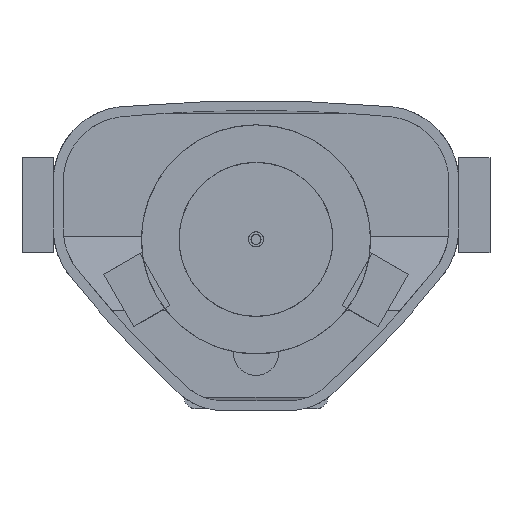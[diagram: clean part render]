
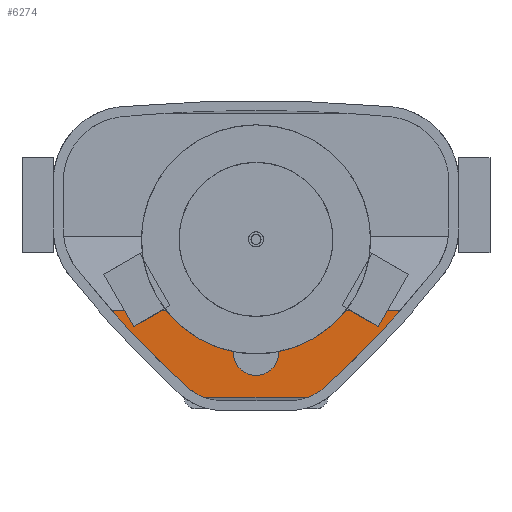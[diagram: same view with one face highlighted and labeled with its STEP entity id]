
A CAD part, front view. The second image highlights one B-rep face of the part: STEP entity #6274.
In plain terms, the highlighted free-form (B-spline) face has degree [1, 1] with [2, 2] control points.
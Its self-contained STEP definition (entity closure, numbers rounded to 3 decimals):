
#6274=ADVANCED_FACE('',(#8584),#8585,.T.);
#8584=FACE_OUTER_BOUND('',#10067,.T.);
#8585=B_SPLINE_SURFACE_WITH_KNOTS('',1,1,((#10068,#10069),(#10070,#10071)),.UNSPECIFIED.,.F.,.F.,.F.,(2,2),(2,2),(0.,1.),(0.,1.),.UNSPECIFIED.);
#10067=EDGE_LOOP('',(#13258,#13259,#13260,#13261,#13262,#13263,#13264,#13265));
#10068=CARTESIAN_POINT('',(-116.334,-35.321,39.));
#10069=CARTESIAN_POINT('',(-116.334,33.5,39.));
#10070=CARTESIAN_POINT('',(116.334,-35.321,39.));
#10071=CARTESIAN_POINT('',(116.334,33.5,39.));
#13258=ORIENTED_EDGE('',*,*,#18263,.F.);
#13259=ORIENTED_EDGE('',*,*,#18636,.F.);
#13260=ORIENTED_EDGE('',*,*,#18635,.F.);
#13261=ORIENTED_EDGE('',*,*,#17827,.T.);
#13262=ORIENTED_EDGE('',*,*,#18140,.F.);
#13263=ORIENTED_EDGE('',*,*,#18139,.F.);
#13264=ORIENTED_EDGE('',*,*,#18638,.F.);
#13265=ORIENTED_EDGE('',*,*,#18639,.F.);
#17827=EDGE_CURVE('',#22360,#22371,#22373,.T.);
#18139=EDGE_CURVE('',#22963,#22965,#22966,.F.);
#18140=EDGE_CURVE('',#22965,#22371,#22967,.F.);
#18263=EDGE_CURVE('',#23193,#23191,#23195,.T.);
#18635=EDGE_CURVE('',#22360,#23908,#23909,.F.);
#18636=EDGE_CURVE('',#23908,#23193,#23910,.F.);
#18638=EDGE_CURVE('',#23912,#22963,#23913,.T.);
#18639=EDGE_CURVE('',#23191,#23912,#23914,.T.);
#22360=VERTEX_POINT('',#32251);
#22371=VERTEX_POINT('',#32352);
#22373=LINE('',#32378,#32379);
#22963=VERTEX_POINT('',#35151);
#22965=VERTEX_POINT('',#35154);
#22966=(B_SPLINE_CURVE(3,(#35156,#35157,#35158,#35159),.UNSPECIFIED.,.F.,.F.)B_SPLINE_CURVE_WITH_KNOTS((4,4),(0.,1.),.UNSPECIFIED.)RATIONAL_B_SPLINE_CURVE((1.,0.993,0.993,1.))BOUNDED_CURVE()REPRESENTATION_ITEM('')GEOMETRIC_REPRESENTATION_ITEM()CURVE());
#22967=(B_SPLINE_CURVE(3,(#35167,#35168,#35169,#35170),.UNSPECIFIED.,.F.,.F.)B_SPLINE_CURVE_WITH_KNOTS((4,4),(0.,1.),.UNSPECIFIED.)RATIONAL_B_SPLINE_CURVE((1.,0.999,0.999,1.))BOUNDED_CURVE()REPRESENTATION_ITEM('')GEOMETRIC_REPRESENTATION_ITEM()CURVE());
#23191=VERTEX_POINT('',#35739);
#23193=VERTEX_POINT('',#35758);
#23195=CIRCLE('',#35761,792.);
#23908=VERTEX_POINT('',#37711);
#23909=(B_SPLINE_CURVE(3,(#37713,#37714,#37715,#37716),.UNSPECIFIED.,.F.,.F.)B_SPLINE_CURVE_WITH_KNOTS((4,4),(0.,1.),.UNSPECIFIED.)RATIONAL_B_SPLINE_CURVE((1.,0.999,0.999,1.))BOUNDED_CURVE()REPRESENTATION_ITEM('')GEOMETRIC_REPRESENTATION_ITEM()CURVE());
#23910=(B_SPLINE_CURVE(3,(#37724,#37725,#37726,#37727),.UNSPECIFIED.,.F.,.F.)B_SPLINE_CURVE_WITH_KNOTS((4,4),(0.,1.),.UNSPECIFIED.)RATIONAL_B_SPLINE_CURVE((1.,0.993,0.993,1.))BOUNDED_CURVE()REPRESENTATION_ITEM('')GEOMETRIC_REPRESENTATION_ITEM()CURVE());
#23912=VERTEX_POINT('',#37735);
#23913=CIRCLE('',#37736,792.);
#23914=LINE('',#37737,#37738);
#32251=CARTESIAN_POINT('',(-41.76,-35.321,39.));
#32352=CARTESIAN_POINT('',(41.76,-35.321,39.));
#32378=CARTESIAN_POINT('',(-41.76,-35.321,39.));
#32379=VECTOR('',#54681,1.);
#35151=CARTESIAN_POINT('',(55.29,-27.043,39.));
#35154=CARTESIAN_POINT('',(45.422,-33.744,39.));
#35156=CARTESIAN_POINT('',(45.422,-33.744,39.));
#35157=CARTESIAN_POINT('',(49.02,-31.988,39.));
#35158=CARTESIAN_POINT('',(52.331,-29.74,39.));
#35159=CARTESIAN_POINT('',(55.29,-27.043,39.));
#35167=CARTESIAN_POINT('',(41.76,-35.321,39.));
#35168=CARTESIAN_POINT('',(43.005,-34.854,39.));
#35169=CARTESIAN_POINT('',(44.227,-34.328,39.));
#35170=CARTESIAN_POINT('',(45.422,-33.744,39.));
#35739=CARTESIAN_POINT('',(-114.954,33.5,39.));
#35758=CARTESIAN_POINT('',(-55.29,-27.043,39.));
#35761=AXIS2_PLACEMENT_3D('',#54932,#54933,#54934);
#37711=CARTESIAN_POINT('',(-45.422,-33.744,39.));
#37713=CARTESIAN_POINT('',(-45.422,-33.744,39.));
#37714=CARTESIAN_POINT('',(-44.227,-34.328,39.));
#37715=CARTESIAN_POINT('',(-43.005,-34.854,39.));
#37716=CARTESIAN_POINT('',(-41.76,-35.321,39.));
#37724=CARTESIAN_POINT('',(-55.29,-27.043,39.));
#37725=CARTESIAN_POINT('',(-52.331,-29.74,39.));
#37726=CARTESIAN_POINT('',(-49.02,-31.988,39.));
#37727=CARTESIAN_POINT('',(-45.422,-33.744,39.));
#37735=CARTESIAN_POINT('',(114.954,33.5,39.));
#37736=AXIS2_PLACEMENT_3D('',#55100,#55101,#55102);
#37737=CARTESIAN_POINT('',(-114.954,33.5,39.));
#37738=VECTOR('',#55103,1.);
#54681=DIRECTION('',(1.,0.,0.));
#54932=CARTESIAN_POINT('',(478.173,558.347,39.));
#54933=DIRECTION('',(0.,0.,-1.));
#54934=DIRECTION('',(-0.674,-0.739,0.));
#55100=CARTESIAN_POINT('',(-478.173,558.347,39.));
#55101=DIRECTION('',(0.,0.,-1.));
#55102=DIRECTION('',(0.749,-0.663,0.));
#55103=DIRECTION('',(1.,0.,0.));
